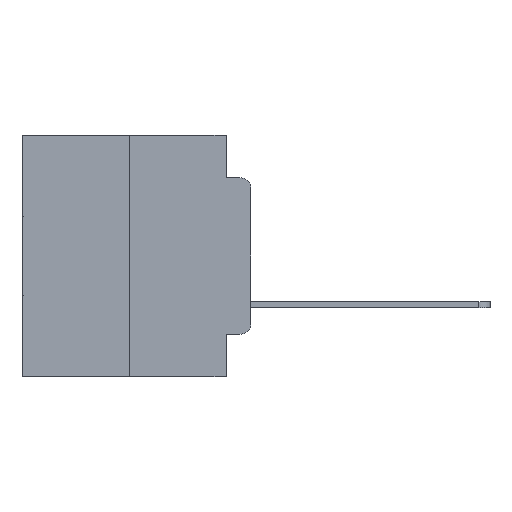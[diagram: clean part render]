
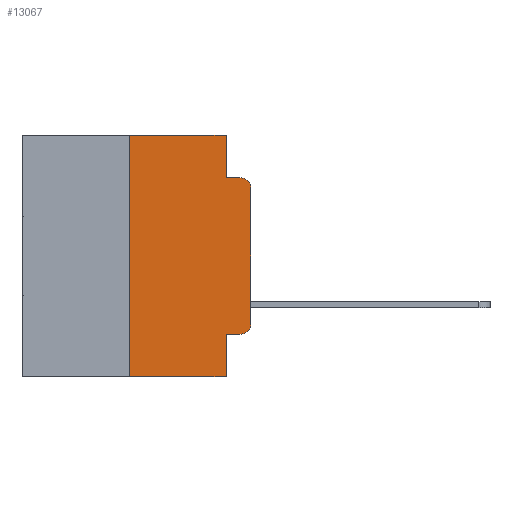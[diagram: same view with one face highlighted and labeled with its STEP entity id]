
A CAD part, left-side view. The second image highlights one B-rep face of the part: STEP entity #13067.
In plain terms, the highlighted planar face has unit normal (-1, 0, 0).
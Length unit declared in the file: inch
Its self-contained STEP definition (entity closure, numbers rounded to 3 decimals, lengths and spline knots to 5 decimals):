
#209 = VERTEX_POINT ( 'NONE', #16374 ) ;
#277 = CARTESIAN_POINT ( 'NONE',  ( 0., 0.02, -0.4115 ) ) ;
#710 = ORIENTED_EDGE ( 'NONE', *, *, #15339, .T. ) ;
#1831 = EDGE_LOOP ( 'NONE', ( #4670, #710, #16660, #15492, #8384, #25415, #8257, #11285, #14883, #22081 ) ) ;
#2765 = LINE ( 'NONE', #3017, #8319 ) ;
#3002 = DIRECTION ( 'NONE',  ( 0., -1., 0. ) ) ;
#3017 = CARTESIAN_POINT ( 'NONE',  ( 0., 0.051, 0. ) ) ;
#3258 = DIRECTION ( 'NONE',  ( 1., 0., 0. ) ) ;
#3487 = CARTESIAN_POINT ( 'NONE',  ( 0., 0., 0. ) ) ;
#3708 = CARTESIAN_POINT ( 'NONE',  ( 0., 0., -0.1085 ) ) ;
#4110 = CIRCLE ( 'NONE', #21185, 0.02 ) ;
#4240 = VECTOR ( 'NONE', #23955, 39.37008 ) ;
#4670 = ORIENTED_EDGE ( 'NONE', *, *, #27010, .T. ) ;
#5170 = CARTESIAN_POINT ( 'NONE',  ( 0., 0.02, -0.0885 ) ) ;
#6907 = DIRECTION ( 'NONE',  ( -1., 0., 0. ) ) ;
#7110 = CARTESIAN_POINT ( 'NONE',  ( 0., 0.051, 0. ) ) ;
#7872 = VERTEX_POINT ( 'NONE', #3708 ) ;
#8226 = CARTESIAN_POINT ( 'NONE',  ( 0., 0.051, 0. ) ) ;
#8257 = ORIENTED_EDGE ( 'NONE', *, *, #25089, .T. ) ;
#8319 = VECTOR ( 'NONE', #16850, 39.37008 ) ;
#8384 = ORIENTED_EDGE ( 'NONE', *, *, #28655, .F. ) ;
#8598 = VECTOR ( 'NONE', #23594, 39.37008 ) ;
#9311 = LINE ( 'NONE', #10271, #8598 ) ;
#9661 = EDGE_CURVE ( 'NONE', #18414, #10084, #9311, .T. ) ;
#9897 = CARTESIAN_POINT ( 'NONE',  ( 0., 0.473, -0.5 ) ) ;
#10084 = VERTEX_POINT ( 'NONE', #5170 ) ;
#10169 = DIRECTION ( 'NONE',  ( -1., 0., 0. ) ) ;
#10271 = CARTESIAN_POINT ( 'NONE',  ( 0., 0.051, -0.0885 ) ) ;
#10682 = LINE ( 'NONE', #9897, #11400 ) ;
#10856 = VECTOR ( 'NONE', #23629, 39.37008 ) ;
#10976 = CARTESIAN_POINT ( 'NONE',  ( 0., 0.051, -0.0885 ) ) ;
#11042 = VERTEX_POINT ( 'NONE', #7110 ) ;
#11211 = DIRECTION ( 'NONE',  ( 0., -1., 0. ) ) ;
#11285 = ORIENTED_EDGE ( 'NONE', *, *, #14284, .F. ) ;
#11400 = VECTOR ( 'NONE', #25426, 39.37008 ) ;
#11661 = FACE_OUTER_BOUND ( 'NONE', #1831, .T. ) ;
#11858 = VERTEX_POINT ( 'NONE', #21359 ) ;
#12571 = CARTESIAN_POINT ( 'NONE',  ( 0., 0.473, 0. ) ) ;
#13067 = ADVANCED_FACE ( 'NONE', ( #11661 ), #17080, .F. ) ;
#14284 = EDGE_CURVE ( 'NONE', #14419, #28664, #2765, .T. ) ;
#14419 = VERTEX_POINT ( 'NONE', #23824 ) ;
#14498 = VECTOR ( 'NONE', #15142, 39.37008 ) ;
#14883 = ORIENTED_EDGE ( 'NONE', *, *, #21870, .T. ) ;
#15142 = DIRECTION ( 'NONE',  ( 0., 0., 1. ) ) ;
#15339 = EDGE_CURVE ( 'NONE', #7872, #10084, #23131, .T. ) ;
#15492 = ORIENTED_EDGE ( 'NONE', *, *, #21193, .F. ) ;
#16374 = CARTESIAN_POINT ( 'NONE',  ( 0., 0., -0.3915 ) ) ;
#16471 = LINE ( 'NONE', #8226, #4240 ) ;
#16499 = AXIS2_PLACEMENT_3D ( 'NONE', #20447, #6907, #22644 ) ;
#16660 = ORIENTED_EDGE ( 'NONE', *, *, #9661, .F. ) ;
#16850 = DIRECTION ( 'NONE',  ( 0., 0., -1. ) ) ;
#17080 = PLANE ( 'NONE',  #23702 ) ;
#18414 = VERTEX_POINT ( 'NONE', #10976 ) ;
#18528 = CARTESIAN_POINT ( 'NONE',  ( 0., 0.25, 0. ) ) ;
#19178 = EDGE_CURVE ( 'NONE', #23696, #209, #4110, .T. ) ;
#19251 = CARTESIAN_POINT ( 'NONE',  ( 0., 0.25, 0. ) ) ;
#19294 = DIRECTION ( 'NONE',  ( 0., 0., -1. ) ) ;
#20272 = VECTOR ( 'NONE', #3002, 39.37008 ) ;
#20386 = LINE ( 'NONE', #3487, #14498 ) ;
#20447 = CARTESIAN_POINT ( 'NONE',  ( 0., 0.02, -0.1085 ) ) ;
#20961 = LINE ( 'NONE', #21262, #20272 ) ;
#21185 = AXIS2_PLACEMENT_3D ( 'NONE', #23496, #10169, #25678 ) ;
#21193 = EDGE_CURVE ( 'NONE', #11042, #18414, #16471, .T. ) ;
#21262 = CARTESIAN_POINT ( 'NONE',  ( 0., 0.473, 0. ) ) ;
#21359 = CARTESIAN_POINT ( 'NONE',  ( 0., 0.25, -0.5 ) ) ;
#21870 = EDGE_CURVE ( 'NONE', #14419, #23696, #22620, .T. ) ;
#22081 = ORIENTED_EDGE ( 'NONE', *, *, #19178, .T. ) ;
#22620 = LINE ( 'NONE', #26625, #27637 ) ;
#22644 = DIRECTION ( 'NONE',  ( 0., 0., -1. ) ) ;
#23131 = CIRCLE ( 'NONE', #16499, 0.02 ) ;
#23496 = CARTESIAN_POINT ( 'NONE',  ( 0., 0.02, -0.3915 ) ) ;
#23594 = DIRECTION ( 'NONE',  ( 0., -1., 0. ) ) ;
#23629 = DIRECTION ( 'NONE',  ( 0., 0., 1. ) ) ;
#23696 = VERTEX_POINT ( 'NONE', #277 ) ;
#23702 = AXIS2_PLACEMENT_3D ( 'NONE', #12571, #3258, #19294 ) ;
#23824 = CARTESIAN_POINT ( 'NONE',  ( 0., 0.051, -0.4115 ) ) ;
#23955 = DIRECTION ( 'NONE',  ( 0., 0., -1. ) ) ;
#25089 = EDGE_CURVE ( 'NONE', #11858, #28664, #10682, .T. ) ;
#25415 = ORIENTED_EDGE ( 'NONE', *, *, #28388, .F. ) ;
#25426 = DIRECTION ( 'NONE',  ( 0., -1., 0. ) ) ;
#25678 = DIRECTION ( 'NONE',  ( 0., 0., -1. ) ) ;
#26625 = CARTESIAN_POINT ( 'NONE',  ( 0., 0.051, -0.4115 ) ) ;
#27010 = EDGE_CURVE ( 'NONE', #209, #7872, #20386, .T. ) ;
#27637 = VECTOR ( 'NONE', #11211, 39.37008 ) ;
#27731 = CARTESIAN_POINT ( 'NONE',  ( 0., 0.051, -0.5 ) ) ;
#28373 = LINE ( 'NONE', #19251, #10856 ) ;
#28388 = EDGE_CURVE ( 'NONE', #11858, #28987, #28373, .T. ) ;
#28655 = EDGE_CURVE ( 'NONE', #28987, #11042, #20961, .T. ) ;
#28664 = VERTEX_POINT ( 'NONE', #27731 ) ;
#28987 = VERTEX_POINT ( 'NONE', #18528 ) ;
